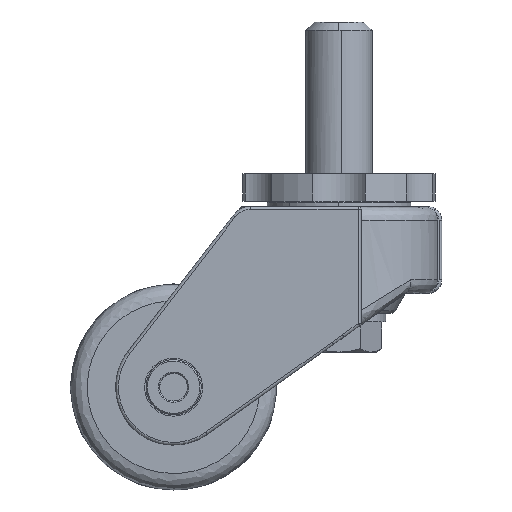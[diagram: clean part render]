
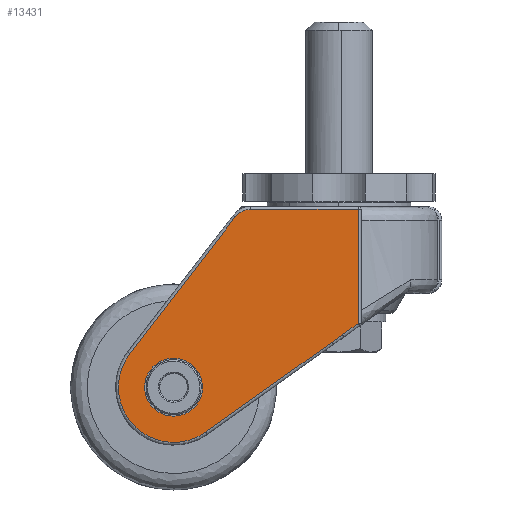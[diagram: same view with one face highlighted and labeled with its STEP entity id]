
A CAD part, front view. The second image highlights one B-rep face of the part: STEP entity #13431.
In plain terms, the highlighted free-form (B-spline) face has degree [1, 1] with [2, 2] control points.
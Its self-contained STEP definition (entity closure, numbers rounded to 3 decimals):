
#6366=CARTESIAN_POINT('',(-70.427,-36.95,-73.261));
#6367=VERTEX_POINT('',#6366);
#6368=CARTESIAN_POINT('',(-60.0,-36.95,-85.));
#6369=VERTEX_POINT('',#6368);
#6370=CARTESIAN_POINT('',(-70.427,-36.95,-73.261));
#6371=CARTESIAN_POINT('',(-70.5,-36.95,-73.878));
#6372=CARTESIAN_POINT('',(-70.5,-36.95,-74.5));
#6373=CARTESIAN_POINT('',(-70.5,-36.95,-85.));
#6374=CARTESIAN_POINT('',(-60.0,-36.95,-85.));
#6382=(BOUNDED_CURVE()B_SPLINE_CURVE(2,(#6370,#6371,#6372,#6373,#6374),.UNSPECIFIED.,.F.,.U.)B_SPLINE_CURVE_WITH_KNOTS((3,2,3),(0.23,0.25,0.5),.UNSPECIFIED.)CURVE()GEOMETRIC_REPRESENTATION_ITEM()RATIONAL_B_SPLINE_CURVE((0.956,0.976,1.0,0.707,1.0))REPRESENTATION_ITEM(''));
#6383=EDGE_CURVE('',#6367,#6369,#6382,.T.);
#6385=CARTESIAN_POINT('',(-49.52,-36.95,-75.141));
#6386=VERTEX_POINT('',#6385);
#6387=CARTESIAN_POINT('',(-60.0,-36.95,-85.));
#6388=CARTESIAN_POINT('',(-50.123,-36.95,-85.));
#6389=CARTESIAN_POINT('',(-49.52,-36.95,-75.141));
#6397=(BOUNDED_CURVE()B_SPLINE_CURVE(2,(#6387,#6388,#6389),.UNSPECIFIED.,.F.,.U.)B_SPLINE_CURVE_WITH_KNOTS((3,3),(0.5,0.739),.UNSPECIFIED.)CURVE()GEOMETRIC_REPRESENTATION_ITEM()RATIONAL_B_SPLINE_CURVE((1.0,0.72,0.976))REPRESENTATION_ITEM(''));
#6398=EDGE_CURVE('',#6369,#6386,#6397,.T.);
#6465=CARTESIAN_POINT('',(-60.0,-36.95,-64.0));
#6466=VERTEX_POINT('',#6465);
#6467=CARTESIAN_POINT('',(-60.0,-36.95,-64.0));
#6468=CARTESIAN_POINT('',(-69.326,-36.95,-64.0));
#6469=CARTESIAN_POINT('',(-70.427,-36.95,-73.261));
#6477=(BOUNDED_CURVE()B_SPLINE_CURVE(2,(#6467,#6468,#6469),.UNSPECIFIED.,.F.,.U.)B_SPLINE_CURVE_WITH_KNOTS((3,3),(0.0,0.23),.UNSPECIFIED.)CURVE()GEOMETRIC_REPRESENTATION_ITEM()RATIONAL_B_SPLINE_CURVE((1.0,0.731,0.956))REPRESENTATION_ITEM(''));
#6478=EDGE_CURVE('',#6466,#6367,#6477,.T.);
#6512=CARTESIAN_POINT('',(-49.52,-36.95,-75.141));
#6513=CARTESIAN_POINT('',(-49.5,-36.95,-74.821));
#6514=CARTESIAN_POINT('',(-49.5,-36.95,-74.5));
#6515=CARTESIAN_POINT('',(-49.5,-36.95,-64.0));
#6516=CARTESIAN_POINT('',(-60.0,-36.95,-64.0));
#6524=(BOUNDED_CURVE()B_SPLINE_CURVE(2,(#6512,#6513,#6514,#6515,#6516),.UNSPECIFIED.,.F.,.U.)B_SPLINE_CURVE_WITH_KNOTS((3,2,3),(0.739,0.75,1.0),.UNSPECIFIED.)CURVE()GEOMETRIC_REPRESENTATION_ITEM()RATIONAL_B_SPLINE_CURVE((0.976,0.988,1.0,0.707,1.0))REPRESENTATION_ITEM(''));
#6525=EDGE_CURVE('',#6386,#6466,#6524,.T.);
#12871=CARTESIAN_POINT('',(7.0,-36.95,-10.0));
#12872=VERTEX_POINT('',#12871);
#12895=CARTESIAN_POINT('',(-32.067,-36.95,-10.0));
#12896=VERTEX_POINT('',#12895);
#12910=CARTESIAN_POINT('',(7.0,-36.95,-10.0));
#12911=CARTESIAN_POINT('',(-32.067,-36.95,-10.0));
#12912=QUASI_UNIFORM_CURVE('',1,(#12910,#12911),.UNSPECIFIED.,.F.,.U.);
#12913=EDGE_CURVE('',#12872,#12896,#12912,.T.);
#12937=CARTESIAN_POINT('',(-37.61,-36.95,-12.725));
#12938=VERTEX_POINT('',#12937);
#12954=CARTESIAN_POINT('',(-32.067,-36.95,-10.0));
#12955=CARTESIAN_POINT('',(-35.508,-36.95,-10.));
#12956=CARTESIAN_POINT('',(-37.61,-36.95,-12.725));
#12964=(BOUNDED_CURVE()B_SPLINE_CURVE(2,(#12954,#12955,#12956),.UNSPECIFIED.,.F.,.U.)CURVE()GEOMETRIC_REPRESENTATION_ITEM()QUASI_UNIFORM_CURVE()RATIONAL_B_SPLINE_CURVE((1.0,0.897,1.0))REPRESENTATION_ITEM(''));
#12965=EDGE_CURVE('',#12896,#12938,#12964,.T.);
#13056=CARTESIAN_POINT('',(-75.838,-36.95,-62.287));
#13057=VERTEX_POINT('',#13056);
#13073=CARTESIAN_POINT('',(-37.61,-36.95,-12.725));
#13074=CARTESIAN_POINT('',(-75.838,-36.95,-62.287));
#13075=QUASI_UNIFORM_CURVE('',1,(#13073,#13074),.UNSPECIFIED.,.F.,.U.);
#13076=EDGE_CURVE('',#12938,#13057,#13075,.T.);
#13101=CARTESIAN_POINT('',(7.0,-36.95,-51.37));
#13102=VERTEX_POINT('',#13101);
#13124=CARTESIAN_POINT('',(7.0,-36.95,-51.37));
#13125=CARTESIAN_POINT('',(7.0,-36.95,-10.0));
#13126=QUASI_UNIFORM_CURVE('',1,(#13124,#13125),.UNSPECIFIED.,.F.,.U.);
#13127=EDGE_CURVE('',#13102,#12872,#13126,.T.);
#13157=CARTESIAN_POINT('',(-48.404,-36.95,-90.795));
#13158=VERTEX_POINT('',#13157);
#13174=CARTESIAN_POINT('',(-75.838,-36.95,-62.287));
#13175=CARTESIAN_POINT('',(-86.368,-36.95,-75.943));
#13176=CARTESIAN_POINT('',(-74.411,-36.95,-88.368));
#13177=CARTESIAN_POINT('',(-62.454,-36.95,-100.793));
#13178=CARTESIAN_POINT('',(-48.404,-36.95,-90.795));
#13186=(BOUNDED_CURVE()B_SPLINE_CURVE(2,(#13174,#13175,#13176,#13177,#13178),.UNSPECIFIED.,.F.,.U.)B_SPLINE_CURVE_WITH_KNOTS((3,2,3),(0.0,0.5,1.0),.UNSPECIFIED.)CURVE()GEOMETRIC_REPRESENTATION_ITEM()RATIONAL_B_SPLINE_CURVE((1.0,0.757,1.0,0.757,1.0))REPRESENTATION_ITEM(''));
#13187=EDGE_CURVE('',#13057,#13158,#13186,.T.);
#13280=CARTESIAN_POINT('',(-2.476,-36.95,-58.113));
#13281=VERTEX_POINT('',#13280);
#13297=CARTESIAN_POINT('',(-48.404,-36.95,-90.795));
#13298=CARTESIAN_POINT('',(-2.476,-36.95,-58.113));
#13299=QUASI_UNIFORM_CURVE('',1,(#13297,#13298),.UNSPECIFIED.,.F.,.U.);
#13300=EDGE_CURVE('',#13158,#13281,#13299,.T.);
#13325=CARTESIAN_POINT('',(1.317,-36.95,-55.414));
#13326=VERTEX_POINT('',#13325);
#13350=CARTESIAN_POINT('',(1.317,-36.95,-55.414));
#13351=CARTESIAN_POINT('',(7.0,-36.95,-51.37));
#13352=QUASI_UNIFORM_CURVE('',1,(#13350,#13351),.UNSPECIFIED.,.F.,.U.);
#13353=EDGE_CURVE('',#13326,#13102,#13352,.T.);
#13399=CARTESIAN_POINT('',(-2.476,-36.95,-58.113));
#13400=CARTESIAN_POINT('',(-1.844,-36.95,-57.663));
#13401=CARTESIAN_POINT('',(-0.578,-36.95,-56.766));
#13402=CARTESIAN_POINT('',(0.685,-36.95,-55.864));
#13403=CARTESIAN_POINT('',(1.317,-36.95,-55.414));
#13404=B_SPLINE_CURVE_WITH_KNOTS('',3,(#13399,#13400,#13401,#13402,#13403),.UNSPECIFIED.,.F.,.U.,(4,1,4),(0.0,0.5,1.0),.UNSPECIFIED.);
#13405=EDGE_CURVE('',#13281,#13326,#13404,.T.);
#13410=CARTESIAN_POINT('',(-84.345,-36.95,-98.699));
#13411=CARTESIAN_POINT('',(11.346,-36.95,-98.699));
#13412=CARTESIAN_POINT('',(-84.345,-36.95,-5.78));
#13413=CARTESIAN_POINT('',(11.346,-36.95,-5.78));
#13414=B_SPLINE_SURFACE_WITH_KNOTS('',1,1,((#13410,#13412),(#13411,#13413)),.UNSPECIFIED.,.F.,.F.,.U.,(2,2),(2,2),(0.0,95.691),(0.0,92.919),.UNSPECIFIED.);
#13415=ORIENTED_EDGE('',*,*,#13405,.T.);
#13416=ORIENTED_EDGE('',*,*,#13353,.T.);
#13417=ORIENTED_EDGE('',*,*,#13127,.T.);
#13418=ORIENTED_EDGE('',*,*,#12913,.T.);
#13419=ORIENTED_EDGE('',*,*,#12965,.T.);
#13420=ORIENTED_EDGE('',*,*,#13076,.T.);
#13421=ORIENTED_EDGE('',*,*,#13187,.T.);
#13422=ORIENTED_EDGE('',*,*,#13300,.T.);
#13423=EDGE_LOOP('',(#13415,#13416,#13417,#13418,#13419,#13420,#13421,#13422));
#13424=FACE_OUTER_BOUND('',#13423,.T.);
#13425=ORIENTED_EDGE('',*,*,#6398,.F.);
#13426=ORIENTED_EDGE('',*,*,#6383,.F.);
#13427=ORIENTED_EDGE('',*,*,#6478,.F.);
#13428=ORIENTED_EDGE('',*,*,#6525,.F.);
#13429=EDGE_LOOP('',(#13425,#13426,#13427,#13428));
#13430=FACE_BOUND('',#13429,.T.);
#13431=ADVANCED_FACE('',(#13424,#13430),#13414,.T.);
